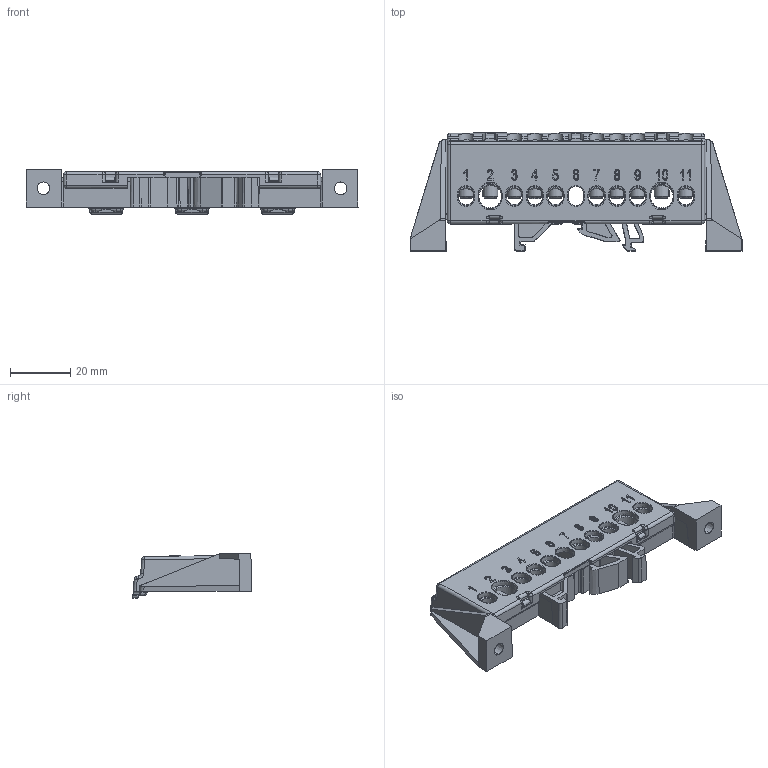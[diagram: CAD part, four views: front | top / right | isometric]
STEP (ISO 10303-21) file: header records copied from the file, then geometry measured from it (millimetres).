
FILE_DESCRIPTION (( 'STEP AP214' ), '1' );
FILE_NAME ('KSN-2-8x12 (05+05).STEP', '2023-11-03T11:54:15', ( '' ), ( '' ), 'SwSTEP 2.0', 'SolidWorks 2022', '' );
FILE_SCHEMA (( 'AUTOMOTIVE_DESIGN' ));
Length unit declared in the file: millimetre
Products named in the file (6): BHBT-3-8x12.05.00; Holder8x12-11-уклоны_уклоны; Cover 11; Винт М5х10_20140212; KSN-2-8x12 (05+05); BHBT-3-8x12.05.01
Assembly tree (10 placements, depth 3):
  KSN-2-8x12 (05+05)
    Holder8x12-11-уклоны_уклоны
    Cover 11
    BHBT-3-8x12.05.00  x2
      BHBT-3-8x12.05.01
      Винт М5х10_20140212
Bounding box: 109.89 x 39.24 x 14.83 mm (x, y, z)
Volume: 21277 mm3; surface area: 25133.8 mm2
Topology: 14 solids, 14 shells, 1611 faces, 4402 edges, 2814 vertices
Faces by surface type: plane 750, cylinder 387, cone 199, torus 149, bspline 114, sphere 12
Entity records: 40684 total; most frequent: CARTESIAN_POINT 14216, ORIENTED_EDGE 6014, DIRECTION 4740, EDGE_CURVE 3007, VERTEX_POINT 1931, VECTOR 1808, LINE 1808, AXIS2_PLACEMENT_3D 1466
